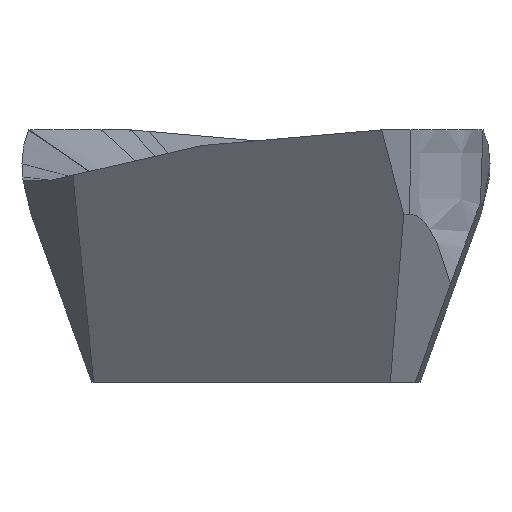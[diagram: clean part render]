
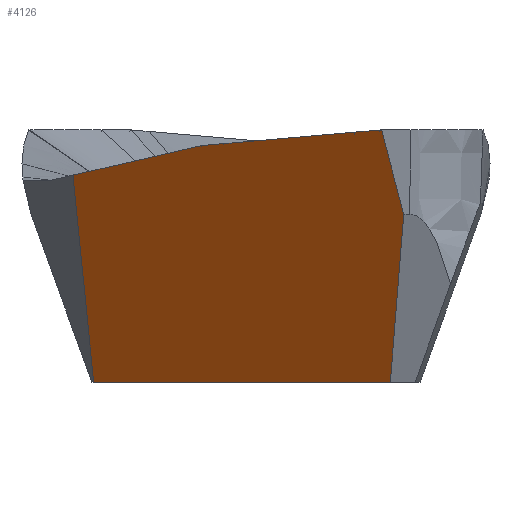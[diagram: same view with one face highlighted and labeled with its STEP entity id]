
A CAD part, left-side view. The second image highlights one B-rep face of the part: STEP entity #4126.
In plain terms, the highlighted planar face has unit normal (-0.814, 0.47, -0.342).
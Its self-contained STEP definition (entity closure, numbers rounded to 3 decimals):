
#70=DIRECTION('',(0.5,0.866,0.));
#71=VECTOR('',#70,9.503);
#72=CARTESIAN_POINT('',(-12.2,-3.727,-7.));
#73=LINE('',#72,#71);
#1250=DIRECTION('',(0.422,0.072,-0.904));
#1251=VECTOR('',#1250,5.155);
#1252=CARTESIAN_POINT('',(-14.373,-4.098,
-2.34));
#1253=LINE('',#1252,#1251);
#1257=DIRECTION('',(-0.339,0.094,0.936));
#1258=VECTOR('',#1257,6.134);
#1259=CARTESIAN_POINT('',(-7.448,4.504,-7.));
#1260=LINE('',#1259,#1258);
#1264=DIRECTION('',(0.549,0.814,-0.188));
#1265=VECTOR('',#1264,4.371);
#1266=CARTESIAN_POINT('',(-11.929,1.519,
-0.437));
#1267=LINE('',#1266,#1265);
#1271=DIRECTION('',(0.522,0.85,-0.074));
#1272=VECTOR('',#1271,0.742);
#1273=CARTESIAN_POINT('',(-12.317,0.889,
-0.382));
#1274=LINE('',#1273,#1272);
#1278=DIRECTION('',(0.522,0.85,-0.074));
#1279=VECTOR('',#1278,4.302);
#1280=CARTESIAN_POINT('',(-14.562,-2.767,
-0.062));
#1281=LINE('',#1280,#1279);
#1285=DIRECTION('',(0.522,0.85,-0.074));
#1286=VECTOR('',#1285,0.84);
#1287=CARTESIAN_POINT('',(-15.,-3.481,0.));
#1288=LINE('',#1287,#1286);
#1292=DIRECTION('',(-0.251,0.247,0.936));
#1293=VECTOR('',#1292,2.5);
#1294=CARTESIAN_POINT('',(-14.373,-4.098,
-2.34));
#1295=LINE('',#1294,#1293);
#1733=CARTESIAN_POINT('',(-7.448,4.504,-7.));
#1735=VERTEX_POINT('',#1733);
#1746=CARTESIAN_POINT('',(-12.2,-3.727,-7.));
#1748=VERTEX_POINT('',#1746);
#1749=CARTESIAN_POINT('',(-14.373,-4.098,
-2.34));
#1750=VERTEX_POINT('',#1749);
#1925=CARTESIAN_POINT('',(-15.,-3.481,0.));
#1926=VERTEX_POINT('',#1925);
#1929=CARTESIAN_POINT('',(-9.529,5.078,
-1.259));
#1930=VERTEX_POINT('',#1929);
#1940=CARTESIAN_POINT('',(-14.562,-2.767,
-0.062));
#1941=VERTEX_POINT('',#1940);
#1942=CARTESIAN_POINT('',(-12.317,0.889,
-0.382));
#1943=VERTEX_POINT('',#1942);
#1944=CARTESIAN_POINT('',(-11.929,1.519,
-0.437));
#1945=VERTEX_POINT('',#1944);
#4109=CARTESIAN_POINT('',(-12.493,0.862,0.));
#4110=DIRECTION('',(0.814,-0.47,0.342));
#4111=DIRECTION('',(0.5,0.866,0.));
#4112=AXIS2_PLACEMENT_3D('',#4109,#4110,#4111);
#4113=PLANE('',#4112);
#4115=ORIENTED_EDGE('',*,*,#4114,.F.);
#4117=ORIENTED_EDGE('',*,*,#4116,.T.);
#4118=ORIENTED_EDGE('',*,*,#1973,.T.);
#4119=ORIENTED_EDGE('',*,*,#4101,.T.);
#4120=ORIENTED_EDGE('',*,*,#3048,.F.);
#4121=ORIENTED_EDGE('',*,*,#3098,.F.);
#4122=ORIENTED_EDGE('',*,*,#3152,.F.);
#4123=ORIENTED_EDGE('',*,*,#3186,.F.);
#4124=EDGE_LOOP('',(#4115,#4117,#4118,#4119,#4120,#4121,#4122,#4123));
#4125=FACE_OUTER_BOUND('',#4124,.F.);
#1973=EDGE_CURVE('',#1748,#1735,#73,.T.);
#3048=EDGE_CURVE('',#1945,#1930,#1267,.T.);
#3098=EDGE_CURVE('',#1943,#1945,#1274,.T.);
#3152=EDGE_CURVE('',#1941,#1943,#1281,.T.);
#3186=EDGE_CURVE('',#1926,#1941,#1288,.T.);
#4101=EDGE_CURVE('',#1735,#1930,#1260,.T.);
#4114=EDGE_CURVE('',#1750,#1926,#1295,.T.);
#4116=EDGE_CURVE('',#1750,#1748,#1253,.T.);
#4126=ADVANCED_FACE('',(#4125),#4113,.F.);
